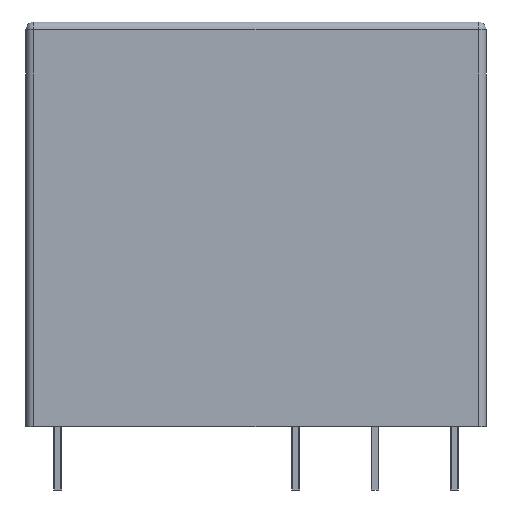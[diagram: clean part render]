
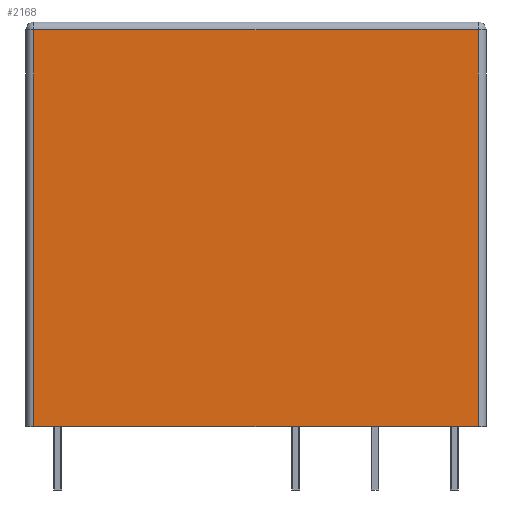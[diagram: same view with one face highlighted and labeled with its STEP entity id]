
A CAD part, front view. The second image highlights one B-rep face of the part: STEP entity #2168.
In plain terms, the highlighted planar face has unit normal (0, -1, 0).
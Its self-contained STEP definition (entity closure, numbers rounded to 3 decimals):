
#8 = EDGE_CURVE ( 'NONE', #4074, #1731, #2358, .T. ) ;
#244 = CARTESIAN_POINT ( 'NONE',  ( 14., -6.75, 25.5 ) ) ;
#316 = PLANE ( 'NONE',  #879 ) ;
#342 = LINE ( 'NONE', #3156, #1064 ) ;
#504 = DIRECTION ( 'NONE',  ( 0., 0., 1. ) ) ;
#513 = VERTEX_POINT ( 'NONE', #2795 ) ;
#529 = ORIENTED_EDGE ( 'NONE', *, *, #1505, .T. ) ;
#539 = LINE ( 'NONE', #1855, #2366 ) ;
#555 = VERTEX_POINT ( 'NONE', #2437 ) ;
#738 = CARTESIAN_POINT ( 'NONE',  ( -14., -6.75, 0. ) ) ;
#879 = AXIS2_PLACEMENT_3D ( 'NONE', #3364, #1349, #1049 ) ;
#976 = CARTESIAN_POINT ( 'NONE',  ( -14., -6.75, 25. ) ) ;
#1049 = DIRECTION ( 'NONE',  ( 0., 0., 1. ) ) ;
#1064 = VECTOR ( 'NONE', #1153, 1000. ) ;
#1153 = DIRECTION ( 'NONE',  ( -1., 0., 0. ) ) ;
#1174 = EDGE_CURVE ( 'NONE', #555, #513, #3606, .T. ) ;
#1349 = DIRECTION ( 'NONE',  ( 0., 1., 0. ) ) ;
#1505 = EDGE_CURVE ( 'NONE', #513, #4074, #342, .T. ) ;
#1731 = VERTEX_POINT ( 'NONE', #738 ) ;
#1782 = ORIENTED_EDGE ( 'NONE', *, *, #8, .T. ) ;
#1809 = ORIENTED_EDGE ( 'NONE', *, *, #2064, .T. ) ;
#1855 = CARTESIAN_POINT ( 'NONE',  ( -14.5, -6.75, 0. ) ) ;
#1946 = VECTOR ( 'NONE', #3122, 1000. ) ;
#2064 = EDGE_CURVE ( 'NONE', #1731, #555, #539, .T. ) ;
#2129 = CARTESIAN_POINT ( 'NONE',  ( -14., -6.75, 25.5 ) ) ;
#2168 = ADVANCED_FACE ( 'NONE', ( #3420 ), #316, .F. ) ;
#2358 = LINE ( 'NONE', #2129, #1946 ) ;
#2366 = VECTOR ( 'NONE', #4201, 1000. ) ;
#2437 = CARTESIAN_POINT ( 'NONE',  ( 14., -6.75, 0. ) ) ;
#2552 = EDGE_LOOP ( 'NONE', ( #1809, #3569, #529, #1782 ) ) ;
#2795 = CARTESIAN_POINT ( 'NONE',  ( 14., -6.75, 25. ) ) ;
#3122 = DIRECTION ( 'NONE',  ( 0., 0., -1. ) ) ;
#3156 = CARTESIAN_POINT ( 'NONE',  ( -14.5, -6.75, 25. ) ) ;
#3231 = VECTOR ( 'NONE', #504, 1000. ) ;
#3364 = CARTESIAN_POINT ( 'NONE',  ( -14.5, -6.75, 25.5 ) ) ;
#3420 = FACE_OUTER_BOUND ( 'NONE', #2552, .T. ) ;
#3569 = ORIENTED_EDGE ( 'NONE', *, *, #1174, .T. ) ;
#3606 = LINE ( 'NONE', #244, #3231 ) ;
#4074 = VERTEX_POINT ( 'NONE', #976 ) ;
#4201 = DIRECTION ( 'NONE',  ( 1., 0., 0. ) ) ;
